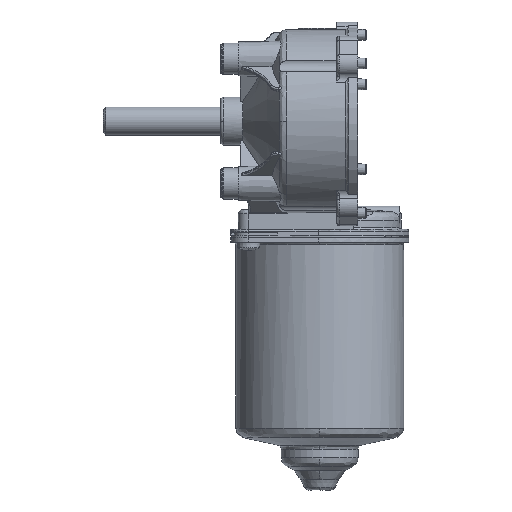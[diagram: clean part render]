
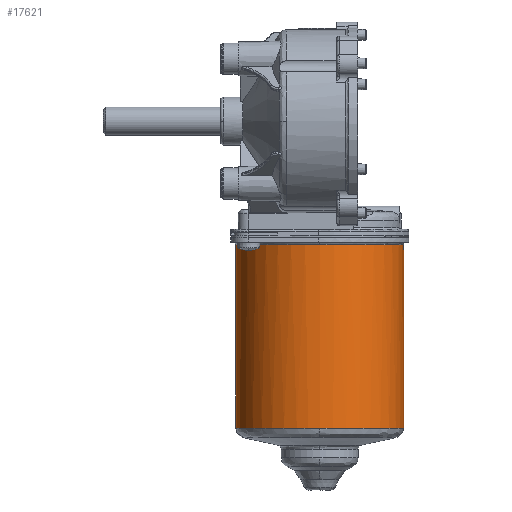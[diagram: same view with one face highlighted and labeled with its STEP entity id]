
A CAD part, front view. The second image highlights one B-rep face of the part: STEP entity #17621.
In plain terms, the highlighted cylindrical face has radius 29.599 mm (diameter 59.199 mm), a partial arc.
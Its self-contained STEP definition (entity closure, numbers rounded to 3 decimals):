
#2018 = FACE_OUTER_BOUND ( 'NONE', #17122, .T. ) ;
#2023 = CYLINDRICAL_SURFACE ( 'NONE', #31560, 29.599 ) ;
#2483 = CIRCLE ( 'NONE', #31217, 29.599 ) ;
#4167 = DIRECTION ( 'NONE',  ( 0., -1., 0. ) ) ;
#4169 = DIRECTION ( 'NONE',  ( 0., 0., -1. ) ) ;
#4179 = CARTESIAN_POINT ( 'NONE',  ( 24.999, 31.001, -43.7 ) ) ;
#4207 = CARTESIAN_POINT ( 'NONE',  ( 24.999, 1.401, -108.318 ) ) ;
#4208 = CARTESIAN_POINT ( 'NONE',  ( 23.062, 1.401, -108.318 ) ) ;
#4209 = CARTESIAN_POINT ( 'NONE',  ( 21.125, 1.592, -108.318 ) ) ;
#4210 = CARTESIAN_POINT ( 'NONE',  ( 17.325, 2.348, -108.318 ) ) ;
#4211 = CARTESIAN_POINT ( 'NONE',  ( 15.462, 2.913, -108.318 ) ) ;
#4212 = CARTESIAN_POINT ( 'NONE',  ( 11.882, 4.396, -108.318 ) ) ;
#4213 = CARTESIAN_POINT ( 'NONE',  ( 10.165, 5.313, -108.318 ) ) ;
#4214 = CARTESIAN_POINT ( 'NONE',  ( 6.944, 7.466, -108.318 ) ) ;
#4215 = CARTESIAN_POINT ( 'NONE',  ( 5.439, 8.701, -108.318 ) ) ;
#4216 = CARTESIAN_POINT ( 'NONE',  ( 2.699, 11.44, -108.318 ) ) ;
#4217 = CARTESIAN_POINT ( 'NONE',  ( 1.464, 12.945, -108.318 ) ) ;
#4218 = CARTESIAN_POINT ( 'NONE',  ( -0.688, 16.167, -108.318 ) ) ;
#4219 = CARTESIAN_POINT ( 'NONE',  ( -1.606, 17.884, -108.318 ) ) ;
#4220 = CARTESIAN_POINT ( 'NONE',  ( -3.089, 21.463, -108.318 ) ) ;
#4221 = CARTESIAN_POINT ( 'NONE',  ( -3.654, 23.326, -108.318 ) ) ;
#4222 = CARTESIAN_POINT ( 'NONE',  ( -4.41, 27.126, -108.318 ) ) ;
#4223 = CARTESIAN_POINT ( 'NONE',  ( -4.6, 29.063, -108.318 ) ) ;
#4265 = CARTESIAN_POINT ( 'NONE',  ( -4.6, 31.001, -108.318 ) ) ;
#5654 = DIRECTION ( 'NONE',  ( 0., 0., 1. ) ) ;
#5656 = CARTESIAN_POINT ( 'NONE',  ( -4.6, 31.001, -108.318 ) ) ;
#5759 = DIRECTION ( 'NONE',  ( 0., 0., 1. ) ) ;
#5835 = CARTESIAN_POINT ( 'NONE',  ( 54.599, 31.001, -108.318 ) ) ;
#9936 = CARTESIAN_POINT ( 'NONE',  ( 24.999, 31.001, -108.318 ) ) ;
#9937 = DIRECTION ( 'NONE',  ( 0., 0., 1. ) ) ;
#9938 = DIRECTION ( 'NONE',  ( 1., 0., 0. ) ) ;
#11117 = ORIENTED_EDGE ( 'NONE', *, *, #19195, .T. ) ;
#11118 = ORIENTED_EDGE ( 'NONE', *, *, #19823, .T. ) ;
#11119 = ORIENTED_EDGE ( 'NONE', *, *, #19663, .T. ) ;
#11120 = ORIENTED_EDGE ( 'NONE', *, *, #19285, .T. ) ;
#11121 = ORIENTED_EDGE ( 'NONE', *, *, #19814, .T. ) ;
#11122 = ORIENTED_EDGE ( 'NONE', *, *, #19668, .F. ) ;
#14956 = CARTESIAN_POINT ( 'NONE',  ( 54.599, 31.001, -108.318 ) ) ;
#14957 = CARTESIAN_POINT ( 'NONE',  ( 54.599, 29.063, -108.318 ) ) ;
#14958 = CARTESIAN_POINT ( 'NONE',  ( 54.408, 27.126, -108.318 ) ) ;
#14959 = CARTESIAN_POINT ( 'NONE',  ( 53.652, 23.326, -108.318 ) ) ;
#14960 = CARTESIAN_POINT ( 'NONE',  ( 53.087, 21.463, -108.318 ) ) ;
#14961 = CARTESIAN_POINT ( 'NONE',  ( 51.604, 17.884, -108.318 ) ) ;
#14962 = CARTESIAN_POINT ( 'NONE',  ( 50.687, 16.167, -108.318 ) ) ;
#14963 = CARTESIAN_POINT ( 'NONE',  ( 48.534, 12.945, -108.318 ) ) ;
#14964 = CARTESIAN_POINT ( 'NONE',  ( 47.299, 11.44, -108.318 ) ) ;
#14965 = CARTESIAN_POINT ( 'NONE',  ( 44.559, 8.701, -108.318 ) ) ;
#14966 = CARTESIAN_POINT ( 'NONE',  ( 43.055, 7.466, -108.318 ) ) ;
#14967 = CARTESIAN_POINT ( 'NONE',  ( 39.833, 5.313, -108.318 ) ) ;
#14968 = CARTESIAN_POINT ( 'NONE',  ( 38.116, 4.396, -108.318 ) ) ;
#14969 = CARTESIAN_POINT ( 'NONE',  ( 34.537, 2.913, -108.318 ) ) ;
#14970 = CARTESIAN_POINT ( 'NONE',  ( 32.674, 2.348, -108.318 ) ) ;
#14971 = CARTESIAN_POINT ( 'NONE',  ( 28.874, 1.592, -108.318 ) ) ;
#14972 = CARTESIAN_POINT ( 'NONE',  ( 26.936, 1.401, -108.318 ) ) ;
#14985 = CARTESIAN_POINT ( 'NONE',  ( 24.999, 1.401, -108.318 ) ) ;
#15499 = DIRECTION ( 'NONE',  ( 0., -1., 0. ) ) ;
#15501 = DIRECTION ( 'NONE',  ( 0., 0., -1. ) ) ;
#15519 = CARTESIAN_POINT ( 'NONE',  ( 24.999, 31.001, -43.7 ) ) ;
#17122 = EDGE_LOOP ( 'NONE', ( #11122, #11121, #11120, #11119, #11118, #11117 ) ) ;
#17621 = ADVANCED_FACE ( 'NONE', ( #2018 ), #2023, .T. ) ;
#19195 = EDGE_CURVE ( 'NONE', #28960, #28929, #2483, .T. ) ;
#19285 = EDGE_CURVE ( 'NONE', #28967, #28518, #27807, .T. ) ;
#19663 = EDGE_CURVE ( 'NONE', #28518, #28533, #26663, .T. ) ;
#19668 = EDGE_CURVE ( 'NONE', #28984, #28929, #26682, .T. ) ;
#19814 = EDGE_CURVE ( 'NONE', #28984, #28967, #27998, .T. ) ;
#19823 = EDGE_CURVE ( 'NONE', #28533, #28960, #27030, .T. ) ;
#21611 = CARTESIAN_POINT ( 'NONE',  ( 54.599, 31.001, -108.318 ) ) ;
#26663 = LINE ( 'NONE', #5835, #26678 ) ;
#26678 = VECTOR ( 'NONE', #5759, 1000. ) ;
#26682 = LINE ( 'NONE', #5656, #26685 ) ;
#26685 = VECTOR ( 'NONE', #5654, 1000. ) ;
#27030 = CIRCLE ( 'NONE', #30341, 29.599 ) ;
#27807 = B_SPLINE_CURVE_WITH_KNOTS ( 'NONE', 3,
 ( #14985, #14972, #14971, #14970, #14969, #14968, #14967, #14966, #14965, #14964, #14963, #14962, #14961, #14960, #14959, #14958, #14957, #14956 ),
 .UNSPECIFIED., .F., .F.,
 ( 4, 2, 2, 2, 2, 2, 2, 2, 4 ),
 ( 0., 0.062, 0.125, 0.187, 0.25, 0.313, 0.375, 0.437, 0.5 ),
 .UNSPECIFIED. ) ;
#27998 = B_SPLINE_CURVE_WITH_KNOTS ( 'NONE', 3,
 ( #4265, #4223, #4222, #4221, #4220, #4219, #4218, #4217, #4216, #4215, #4214, #4213, #4212, #4211, #4210, #4209, #4208, #4207 ),
 .UNSPECIFIED., .F., .F.,
 ( 4, 2, 2, 2, 2, 2, 2, 2, 4 ),
 ( 0.5, 0.563, 0.625, 0.688, 0.75, 0.813, 0.875, 0.938, 1. ),
 .UNSPECIFIED. ) ;
#28518 = VERTEX_POINT ( 'NONE', #21611 ) ;
#28533 = VERTEX_POINT ( 'NONE', #30019 ) ;
#28929 = VERTEX_POINT ( 'NONE', #30524 ) ;
#28960 = VERTEX_POINT ( 'NONE', #30575 ) ;
#28967 = VERTEX_POINT ( 'NONE', #30585 ) ;
#28984 = VERTEX_POINT ( 'NONE', #30605 ) ;
#30019 = CARTESIAN_POINT ( 'NONE',  ( 54.599, 31.001, -43.7 ) ) ;
#30341 = AXIS2_PLACEMENT_3D ( 'NONE', #4179, #4169, #4167 ) ;
#30524 = CARTESIAN_POINT ( 'NONE',  ( -4.6, 31.001, -43.7 ) ) ;
#30575 = CARTESIAN_POINT ( 'NONE',  ( 24.999, 1.401, -43.7 ) ) ;
#30585 = CARTESIAN_POINT ( 'NONE',  ( 24.999, 1.401, -108.318 ) ) ;
#30605 = CARTESIAN_POINT ( 'NONE',  ( -4.6, 31.001, -108.318 ) ) ;
#31217 = AXIS2_PLACEMENT_3D ( 'NONE', #15519, #15501, #15499 ) ;
#31560 = AXIS2_PLACEMENT_3D ( 'NONE', #9936, #9937, #9938 ) ;
